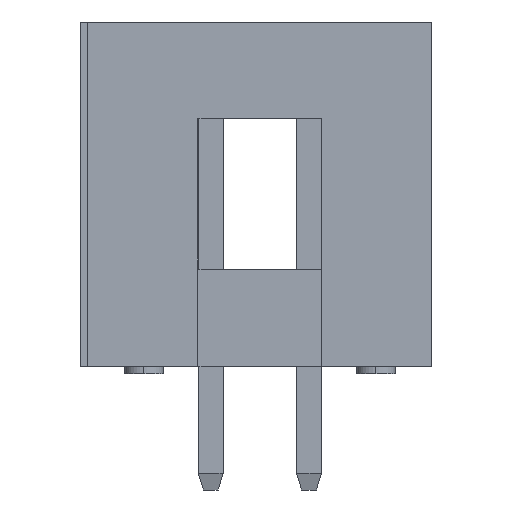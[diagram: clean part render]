
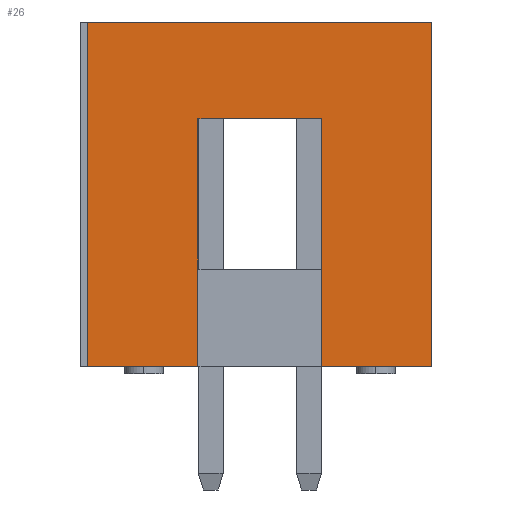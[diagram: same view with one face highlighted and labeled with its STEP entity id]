
A CAD part, left-side view. The second image highlights one B-rep face of the part: STEP entity #26.
In plain terms, the highlighted planar face has unit normal (-1, 0, 0).
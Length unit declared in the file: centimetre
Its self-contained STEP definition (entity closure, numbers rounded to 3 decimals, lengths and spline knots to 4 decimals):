
#26 = ADVANCED_FACE ( 'NONE', ( #1805 ), #1118, .T. ) ;
#98 = CARTESIAN_POINT ( 'NONE',  ( -1.905, 0., 0. ) ) ;
#185 = ORIENTED_EDGE ( 'NONE', *, *, #2398, .T. ) ;
#236 = VECTOR ( 'NONE', #2335, 100. ) ;
#250 = CARTESIAN_POINT ( 'NONE',  ( -1.905, -0.445, 0. ) ) ;
#280 = VECTOR ( 'NONE', #3477, 100. ) ;
#283 = CARTESIAN_POINT ( 'NONE',  ( -1.905, 0.16, 0.64 ) ) ;
#284 = EDGE_CURVE ( 'NONE', #2801, #1855, #2272, .T. ) ;
#387 = CARTESIAN_POINT ( 'NONE',  ( -1.905, 0., 0.89 ) ) ;
#448 = VECTOR ( 'NONE', #3200, 100. ) ;
#601 = LINE ( 'NONE', #2788, #1353 ) ;
#640 = LINE ( 'NONE', #98, #236 ) ;
#672 = CARTESIAN_POINT ( 'NONE',  ( -1.905, 0., 0. ) ) ;
#866 = VERTEX_POINT ( 'NONE', #1651 ) ;
#880 = ORIENTED_EDGE ( 'NONE', *, *, #2369, .T. ) ;
#958 = VERTEX_POINT ( 'NONE', #1092 ) ;
#982 = EDGE_CURVE ( 'NONE', #2316, #2605, #1205, .T. ) ;
#1018 = ORIENTED_EDGE ( 'NONE', *, *, #982, .T. ) ;
#1092 = CARTESIAN_POINT ( 'NONE',  ( -1.905, -0.16, 0. ) ) ;
#1118 = PLANE ( 'NONE',  #1797 ) ;
#1133 = DIRECTION ( 'NONE',  ( 0., -1., 0. ) ) ;
#1188 = VERTEX_POINT ( 'NONE', #2330 ) ;
#1205 = LINE ( 'NONE', #2234, #448 ) ;
#1255 = VECTOR ( 'NONE', #2735, 100. ) ;
#1293 = ORIENTED_EDGE ( 'NONE', *, *, #2500, .F. ) ;
#1353 = VECTOR ( 'NONE', #3069, 100. ) ;
#1545 = CARTESIAN_POINT ( 'NONE',  ( -1.905, -0.16, 0.64 ) ) ;
#1618 = VECTOR ( 'NONE', #1133, 100. ) ;
#1651 = CARTESIAN_POINT ( 'NONE',  ( -1.905, -0.445, 0. ) ) ;
#1663 = LINE ( 'NONE', #672, #2378 ) ;
#1703 = LINE ( 'NONE', #2333, #1618 ) ;
#1797 = AXIS2_PLACEMENT_3D ( 'NONE', #3050, #3617, #2720 ) ;
#1805 = FACE_OUTER_BOUND ( 'NONE', #2828, .T. ) ;
#1855 = VERTEX_POINT ( 'NONE', #2675 ) ;
#1889 = DIRECTION ( 'NONE',  ( 0., 0., -1. ) ) ;
#1902 = ORIENTED_EDGE ( 'NONE', *, *, #2354, .T. ) ;
#1928 = VECTOR ( 'NONE', #1889, 100. ) ;
#1953 = VERTEX_POINT ( 'NONE', #1545 ) ;
#2037 = CARTESIAN_POINT ( 'NONE',  ( -1.905, 0.16, 0. ) ) ;
#2054 = EDGE_CURVE ( 'NONE', #1953, #958, #601, .T. ) ;
#2083 = ORIENTED_EDGE ( 'NONE', *, *, #3538, .T. ) ;
#2085 = LINE ( 'NONE', #387, #280 ) ;
#2118 = CARTESIAN_POINT ( 'NONE',  ( -1.905, 0.445, 0.89 ) ) ;
#2234 = CARTESIAN_POINT ( 'NONE',  ( -1.905, 0.16, 0. ) ) ;
#2272 = LINE ( 'NONE', #2994, #1255 ) ;
#2316 = VERTEX_POINT ( 'NONE', #2037 ) ;
#2330 = CARTESIAN_POINT ( 'NONE',  ( -1.905, -0.445, 0.89 ) ) ;
#2333 = CARTESIAN_POINT ( 'NONE',  ( -1.905, 0., 0.64 ) ) ;
#2335 = DIRECTION ( 'NONE',  ( 0., -1., 0. ) ) ;
#2354 = EDGE_CURVE ( 'NONE', #958, #866, #640, .T. ) ;
#2369 = EDGE_CURVE ( 'NONE', #1855, #2316, #1663, .T. ) ;
#2378 = VECTOR ( 'NONE', #2914, 100. ) ;
#2398 = EDGE_CURVE ( 'NONE', #1188, #2801, #2085, .T. ) ;
#2500 = EDGE_CURVE ( 'NONE', #1188, #866, #3403, .T. ) ;
#2605 = VERTEX_POINT ( 'NONE', #283 ) ;
#2646 = ORIENTED_EDGE ( 'NONE', *, *, #2054, .T. ) ;
#2675 = CARTESIAN_POINT ( 'NONE',  ( -1.905, 0.445, 0. ) ) ;
#2720 = DIRECTION ( 'NONE',  ( 0., 0., 1. ) ) ;
#2735 = DIRECTION ( 'NONE',  ( 0., 0., -1. ) ) ;
#2788 = CARTESIAN_POINT ( 'NONE',  ( -1.905, -0.16, 0. ) ) ;
#2801 = VERTEX_POINT ( 'NONE', #2118 ) ;
#2828 = EDGE_LOOP ( 'NONE', ( #3398, #880, #1018, #2083, #2646, #1902, #1293, #185 ) ) ;
#2914 = DIRECTION ( 'NONE',  ( 0., -1., 0. ) ) ;
#2994 = CARTESIAN_POINT ( 'NONE',  ( -1.905, 0.445, 0. ) ) ;
#3050 = CARTESIAN_POINT ( 'NONE',  ( -1.905, 0., 0. ) ) ;
#3069 = DIRECTION ( 'NONE',  ( 0., 0., -1. ) ) ;
#3200 = DIRECTION ( 'NONE',  ( 0., 0., 1. ) ) ;
#3398 = ORIENTED_EDGE ( 'NONE', *, *, #284, .T. ) ;
#3403 = LINE ( 'NONE', #250, #1928 ) ;
#3477 = DIRECTION ( 'NONE',  ( 0., 1., 0. ) ) ;
#3538 = EDGE_CURVE ( 'NONE', #2605, #1953, #1703, .T. ) ;
#3617 = DIRECTION ( 'NONE',  ( -1., 0., 0. ) ) ;
